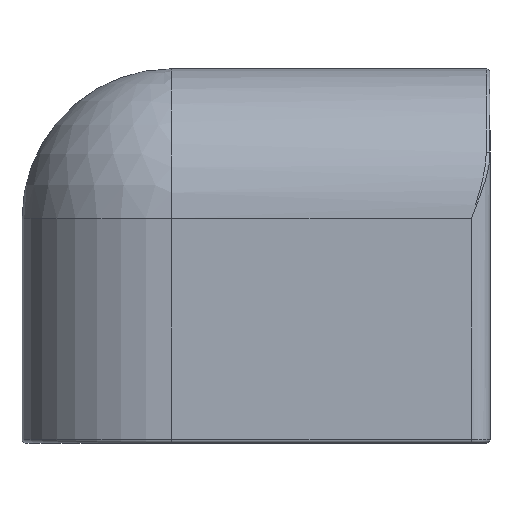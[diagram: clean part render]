
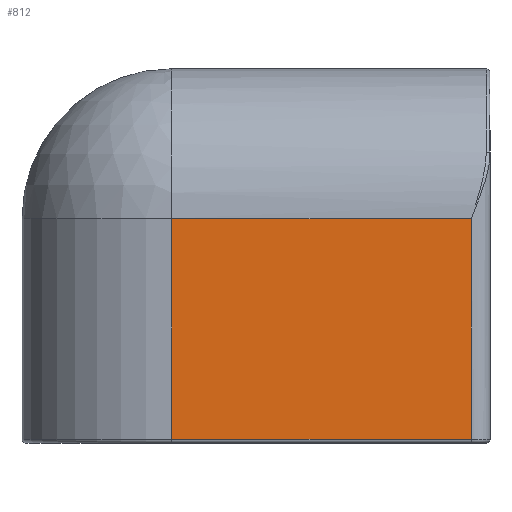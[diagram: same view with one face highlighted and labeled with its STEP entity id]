
A CAD part, left-side view. The second image highlights one B-rep face of the part: STEP entity #812.
In plain terms, the highlighted planar face has unit normal (-1, 0, 0).
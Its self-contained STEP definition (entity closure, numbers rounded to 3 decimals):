
#72=LINE('',#1384,#122);
#85=LINE('',#1430,#135);
#86=LINE('',#1434,#136);
#87=LINE('',#1435,#137);
#122=VECTOR('',#1117,10.);
#135=VECTOR('',#1170,10.);
#136=VECTOR('',#1175,10.);
#137=VECTOR('',#1176,10.);
#155=PLANE('',#936);
#194=FACE_OUTER_BOUND('',#250,.T.);
#250=EDGE_LOOP('',(#654,#655,#656,#657));
#378=VERTEX_POINT('',#1376);
#380=VERTEX_POINT('',#1382);
#393=VERTEX_POINT('',#1429);
#394=VERTEX_POINT('',#1433);
#467=EDGE_CURVE('',#380,#378,#72,.T.);
#491=EDGE_CURVE('',#378,#393,#85,.T.);
#493=EDGE_CURVE('',#394,#380,#86,.T.);
#494=EDGE_CURVE('',#393,#394,#87,.T.);
#654=ORIENTED_EDGE('',*,*,#467,.F.);
#655=ORIENTED_EDGE('',*,*,#493,.F.);
#656=ORIENTED_EDGE('',*,*,#494,.F.);
#657=ORIENTED_EDGE('',*,*,#491,.F.);
#812=ADVANCED_FACE('',(#194),#155,.T.);
#936=AXIS2_PLACEMENT_3D('',#1432,#1173,#1174);
#1117=DIRECTION('',(0.,1.,0.));
#1170=DIRECTION('',(0.,0.,1.));
#1173=DIRECTION('center_axis',(-1.,0.,0.));
#1174=DIRECTION('ref_axis',(0.,0.,1.));
#1175=DIRECTION('',(0.,0.,-1.));
#1176=DIRECTION('',(0.,-1.,0.));
#1376=CARTESIAN_POINT('',(-19.5,8.,0.2));
#1382=CARTESIAN_POINT('',(-19.5,-8.,0.2));
#1384=CARTESIAN_POINT('',(-19.5,-1.24,0.2));
#1429=CARTESIAN_POINT('',(-19.5,8.,12.));
#1430=CARTESIAN_POINT('',(-19.5,8.,0.));
#1432=CARTESIAN_POINT('Origin',(-19.5,-9.,0.));
#1433=CARTESIAN_POINT('',(-19.5,-8.,12.));
#1434=CARTESIAN_POINT('',(-19.5,-8.,0.));
#1435=CARTESIAN_POINT('',(-19.5,-1.24,12.));
